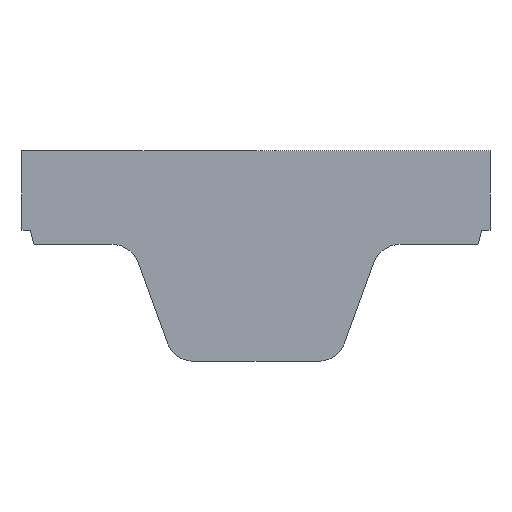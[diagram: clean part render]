
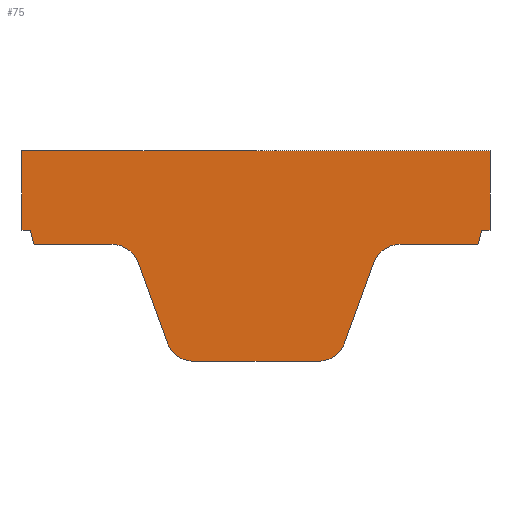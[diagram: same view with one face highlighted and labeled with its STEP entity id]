
A CAD part, front view. The second image highlights one B-rep face of the part: STEP entity #75.
In plain terms, the highlighted planar face has unit normal (0, -1, 0).
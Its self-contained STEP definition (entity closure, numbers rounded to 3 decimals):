
#75=ADVANCED_FACE('',(#145),#146,.T.);
#145=FACE_OUTER_BOUND('',#207,.T.);
#146=PLANE('',#208);
#207=EDGE_LOOP('',(#343,#344,#345,#346,#347,#348,#349,#350,#351,#352,#353,#354,#355,#356,#357,#358));
#208=AXIS2_PLACEMENT_3D('',#359,#360,#361);
#343=ORIENTED_EDGE('',*,*,#384,.F.);
#344=ORIENTED_EDGE('',*,*,#445,.F.);
#345=ORIENTED_EDGE('',*,*,#441,.F.);
#346=ORIENTED_EDGE('',*,*,#437,.F.);
#347=ORIENTED_EDGE('',*,*,#433,.F.);
#348=ORIENTED_EDGE('',*,*,#429,.F.);
#349=ORIENTED_EDGE('',*,*,#425,.F.);
#350=ORIENTED_EDGE('',*,*,#421,.F.);
#351=ORIENTED_EDGE('',*,*,#417,.F.);
#352=ORIENTED_EDGE('',*,*,#413,.F.);
#353=ORIENTED_EDGE('',*,*,#409,.F.);
#354=ORIENTED_EDGE('',*,*,#405,.F.);
#355=ORIENTED_EDGE('',*,*,#401,.F.);
#356=ORIENTED_EDGE('',*,*,#397,.F.);
#357=ORIENTED_EDGE('',*,*,#393,.F.);
#358=ORIENTED_EDGE('',*,*,#389,.F.);
#359=CARTESIAN_POINT('',(0.,-25.0,-0.657));
#360=DIRECTION('',(0.0,-1.0,0.0));
#361=DIRECTION('',(1.0,0.0,0.0));
#384=EDGE_CURVE('',#451,#452,#453,.T.);
#389=EDGE_CURVE('',#452,#460,#461,.T.);
#393=EDGE_CURVE('',#460,#466,#467,.T.);
#397=EDGE_CURVE('',#466,#472,#473,.T.);
#401=EDGE_CURVE('',#472,#478,#479,.T.);
#405=EDGE_CURVE('',#478,#484,#485,.T.);
#409=EDGE_CURVE('',#484,#490,#491,.T.);
#413=EDGE_CURVE('',#490,#496,#497,.T.);
#417=EDGE_CURVE('',#496,#502,#503,.T.);
#421=EDGE_CURVE('',#502,#508,#509,.T.);
#425=EDGE_CURVE('',#508,#514,#515,.T.);
#429=EDGE_CURVE('',#514,#520,#521,.T.);
#433=EDGE_CURVE('',#520,#526,#527,.T.);
#437=EDGE_CURVE('',#526,#532,#533,.T.);
#441=EDGE_CURVE('',#532,#538,#539,.T.);
#445=EDGE_CURVE('',#538,#451,#544,.T.);
#451=VERTEX_POINT('',#550);
#452=VERTEX_POINT('',#551);
#453=LINE('',#552,#553);
#460=VERTEX_POINT('',#563);
#461=LINE('',#564,#565);
#466=VERTEX_POINT('',#572);
#467=LINE('',#573,#574);
#472=VERTEX_POINT('',#581);
#473=LINE('',#582,#583);
#478=VERTEX_POINT('',#590);
#479=CIRCLE('',#591,0.6);
#484=VERTEX_POINT('',#597);
#485=LINE('',#598,#599);
#490=VERTEX_POINT('',#606);
#491=CIRCLE('',#607,0.6);
#496=VERTEX_POINT('',#613);
#497=LINE('',#614,#615);
#502=VERTEX_POINT('',#622);
#503=CIRCLE('',#623,0.6);
#508=VERTEX_POINT('',#629);
#509=LINE('',#630,#631);
#514=VERTEX_POINT('',#638);
#515=CIRCLE('',#639,0.6);
#520=VERTEX_POINT('',#645);
#521=LINE('',#646,#647);
#526=VERTEX_POINT('',#654);
#527=LINE('',#655,#656);
#532=VERTEX_POINT('',#663);
#533=LINE('',#664,#665);
#538=VERTEX_POINT('',#672);
#539=LINE('',#673,#674);
#544=LINE('',#681,#682);
#550=CARTESIAN_POINT('',(5.0,-25.0,1.0));
#551=CARTESIAN_POINT('',(5.0,-25.0,-0.7));
#552=CARTESIAN_POINT('',(5.0,-25.0,1.0));
#553=VECTOR('',#688,1.0);
#563=CARTESIAN_POINT('',(4.823,-25.0,-0.7));
#564=CARTESIAN_POINT('',(5.0,-25.0,-0.7));
#565=VECTOR('',#692,1.0);
#572=CARTESIAN_POINT('',(4.743,-25.0,-1.0));
#573=CARTESIAN_POINT('',(4.823,-25.0,-0.7));
#574=VECTOR('',#695,1.0);
#581=CARTESIAN_POINT('',(3.08,-25.0,-1.0));
#582=CARTESIAN_POINT('',(4.743,-25.0,-1.0));
#583=VECTOR('',#698,1.0);
#590=CARTESIAN_POINT('',(2.516,-25.0,-1.395));
#591=AXIS2_PLACEMENT_3D('',#701,#702,#703);
#597=CARTESIAN_POINT('',(1.894,-25.0,-3.105));
#598=CARTESIAN_POINT('',(2.516,-25.0,-1.395));
#599=VECTOR('',#708,1.0);
#606=CARTESIAN_POINT('',(1.33,-25.0,-3.5));
#607=AXIS2_PLACEMENT_3D('',#711,#712,#713);
#613=CARTESIAN_POINT('',(-1.33,-25.0,-3.5));
#614=CARTESIAN_POINT('',(1.33,-25.0,-3.5));
#615=VECTOR('',#718,1.0);
#622=CARTESIAN_POINT('',(-1.894,-25.0,-3.105));
#623=AXIS2_PLACEMENT_3D('',#721,#722,#723);
#629=CARTESIAN_POINT('',(-2.516,-25.0,-1.395));
#630=CARTESIAN_POINT('',(-1.894,-25.0,-3.105));
#631=VECTOR('',#728,1.0);
#638=CARTESIAN_POINT('',(-3.08,-25.0,-1.));
#639=AXIS2_PLACEMENT_3D('',#731,#732,#733);
#645=CARTESIAN_POINT('',(-4.743,-25.0,-1.0));
#646=CARTESIAN_POINT('',(-3.08,-25.0,-1.0));
#647=VECTOR('',#738,1.0);
#654=CARTESIAN_POINT('',(-4.823,-25.0,-0.7));
#655=CARTESIAN_POINT('',(-4.743,-25.0,-1.0));
#656=VECTOR('',#741,1.0);
#663=CARTESIAN_POINT('',(-5.,-25.0,-0.7));
#664=CARTESIAN_POINT('',(-4.823,-25.0,-0.7));
#665=VECTOR('',#744,1.0);
#672=CARTESIAN_POINT('',(-5.,-25.0,1.0));
#673=CARTESIAN_POINT('',(-5.,-25.0,-0.7));
#674=VECTOR('',#747,1.0);
#681=CARTESIAN_POINT('',(-5.,-25.0,1.0));
#682=VECTOR('',#750,1.0);
#688=DIRECTION('',(0.0,0.0,-1.0));
#692=DIRECTION('',(-1.0,0.0,0.0));
#695=DIRECTION('',(-0.259,-0.0,-0.966));
#698=DIRECTION('',(-1.0,0.0,0.0));
#701=CARTESIAN_POINT('',(3.08,-25.0,-1.6));
#702=DIRECTION('',(0.0,-1.0,0.0));
#703=DIRECTION('',(0.,0.0,1.0));
#708=DIRECTION('',(-0.342,-0.0,-0.94));
#711=CARTESIAN_POINT('',(1.33,-25.0,-2.9));
#712=DIRECTION('',(-0.0,1.0,0.0));
#713=DIRECTION('',(0.,0.0,-1.0));
#718=DIRECTION('',(-1.0,0.0,0.0));
#721=CARTESIAN_POINT('',(-1.33,-25.0,-2.9));
#722=DIRECTION('',(0.0,1.0,-0.0));
#723=DIRECTION('',(-0.94,-0.0,-0.342));
#728=DIRECTION('',(-0.342,0.0,0.94));
#731=CARTESIAN_POINT('',(-3.08,-25.0,-1.6));
#732=DIRECTION('',(0.0,-1.0,0.0));
#733=DIRECTION('',(0.94,0.0,0.342));
#738=DIRECTION('',(-1.0,0.0,0.0));
#741=DIRECTION('',(-0.259,0.0,0.966));
#744=DIRECTION('',(-1.0,0.0,0.0));
#747=DIRECTION('',(0.0,0.0,1.0));
#750=DIRECTION('',(1.0,0.0,0.0));
